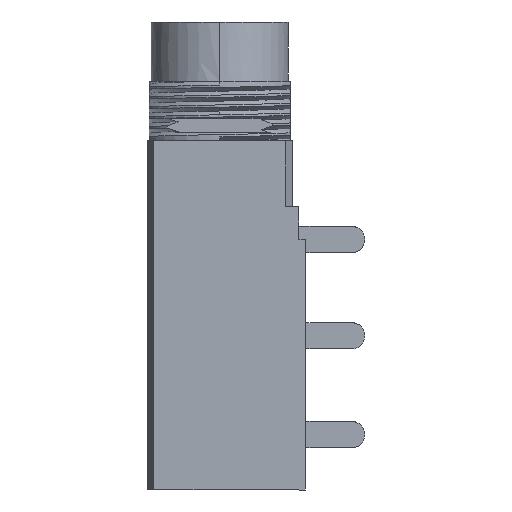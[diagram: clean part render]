
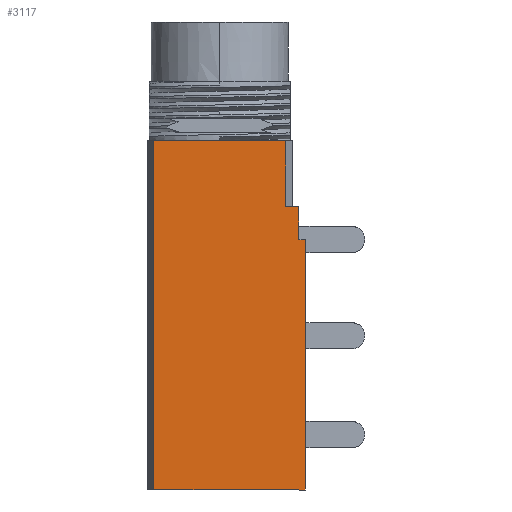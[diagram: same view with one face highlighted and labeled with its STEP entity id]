
A CAD part, left-side view. The second image highlights one B-rep face of the part: STEP entity #3117.
In plain terms, the highlighted planar face has unit normal (-1, 0, 0).
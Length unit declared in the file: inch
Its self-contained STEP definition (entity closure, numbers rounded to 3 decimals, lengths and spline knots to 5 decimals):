
#130 = EDGE_CURVE ( 'NONE', #5084, #1462, #2212, .T. ) ;
#456 = CARTESIAN_POINT ( 'NONE',  ( -0.35433, 0.43298, -0.59768 ) ) ;
#769 = VERTEX_POINT ( 'NONE', #6267 ) ;
#802 = CARTESIAN_POINT ( 'NONE',  ( -0.35433, -0.00009, 0.24878 ) ) ;
#804 = VECTOR ( 'NONE', #5315, 39.37008 ) ;
#808 = VERTEX_POINT ( 'NONE', #2021 ) ;
#873 = CARTESIAN_POINT ( 'NONE',  ( -0.35433, 0.2066, -0.59768 ) ) ;
#1151 = ORIENTED_EDGE ( 'NONE', *, *, #130, .F. ) ;
#1227 = DIRECTION ( 'NONE',  ( 0., 0., -1. ) ) ;
#1310 = LINE ( 'NONE', #3414, #3816 ) ;
#1435 = EDGE_CURVE ( 'NONE', #1462, #8225, #8400, .T. ) ;
#1462 = VERTEX_POINT ( 'NONE', #7640 ) ;
#2021 = CARTESIAN_POINT ( 'NONE',  ( -0.35433, 0.03928, 0.24878 ) ) ;
#2212 = LINE ( 'NONE', #3671, #7334 ) ;
#2264 = VECTOR ( 'NONE', #1227, 39.37008 ) ;
#2287 = CARTESIAN_POINT ( 'NONE',  ( -0.35433, 0.43298, -0.07603 ) ) ;
#2306 = ORIENTED_EDGE ( 'NONE', *, *, #2678, .F. ) ;
#2500 = DIRECTION ( 'NONE',  ( 0., 1., 0. ) ) ;
#2546 = ORIENTED_EDGE ( 'NONE', *, *, #6110, .F. ) ;
#2604 = VECTOR ( 'NONE', #8550, 39.37008 ) ;
#2678 = EDGE_CURVE ( 'NONE', #808, #8182, #3410, .T. ) ;
#2704 = DIRECTION ( 'NONE',  ( 0., 0., -1. ) ) ;
#3117 = ADVANCED_FACE ( 'NONE', ( #4351 ), #3509, .F. ) ;
#3200 = LINE ( 'NONE', #8087, #7974 ) ;
#3410 = LINE ( 'NONE', #4478, #9167 ) ;
#3414 = CARTESIAN_POINT ( 'NONE',  ( -0.35433, 0.03928, -0.07603 ) ) ;
#3509 = PLANE ( 'NONE',  #7660 ) ;
#3643 = LINE ( 'NONE', #2287, #4375 ) ;
#3671 = CARTESIAN_POINT ( 'NONE',  ( -0.35433, 0.2066, 0.15035 ) ) ;
#3777 = LINE ( 'NONE', #873, #804 ) ;
#3816 = VECTOR ( 'NONE', #2704, 39.37008 ) ;
#4094 = VERTEX_POINT ( 'NONE', #7895 ) ;
#4248 = CARTESIAN_POINT ( 'NONE',  ( -0.35433, -0.01978, -0.07603 ) ) ;
#4280 = EDGE_CURVE ( 'NONE', #769, #4094, #3200, .T. ) ;
#4351 = FACE_OUTER_BOUND ( 'NONE', #6871, .T. ) ;
#4375 = VECTOR ( 'NONE', #7953, 39.37008 ) ;
#4478 = CARTESIAN_POINT ( 'NONE',  ( -0.35433, 0.2066, 0.24878 ) ) ;
#4739 = ORIENTED_EDGE ( 'NONE', *, *, #8082, .F. ) ;
#4907 = LINE ( 'NONE', #5571, #2604 ) ;
#4998 = CARTESIAN_POINT ( 'NONE',  ( -0.35433, 0.44203, 0.46649 ) ) ;
#5064 = CARTESIAN_POINT ( 'NONE',  ( -0.35433, -0.00009, 0.15035 ) ) ;
#5084 = VERTEX_POINT ( 'NONE', #5064 ) ;
#5315 = DIRECTION ( 'NONE',  ( 0., 1., 0. ) ) ;
#5571 = CARTESIAN_POINT ( 'NONE',  ( -0.35433, -0.00009, -0.07603 ) ) ;
#5813 = DIRECTION ( 'NONE',  ( 0., -1., 0. ) ) ;
#6110 = EDGE_CURVE ( 'NONE', #8225, #8796, #3777, .T. ) ;
#6267 = CARTESIAN_POINT ( 'NONE',  ( -0.35433, 0.03928, 0.44563 ) ) ;
#6410 = EDGE_CURVE ( 'NONE', #8796, #4094, #3643, .T. ) ;
#6428 = ORIENTED_EDGE ( 'NONE', *, *, #1435, .F. ) ;
#6441 = DIRECTION ( 'NONE',  ( 0., -1., 0. ) ) ;
#6871 = EDGE_LOOP ( 'NONE', ( #2306, #7529, #9247, #8046, #2546, #6428, #1151, #4739 ) ) ;
#7334 = VECTOR ( 'NONE', #5813, 39.37008 ) ;
#7529 = ORIENTED_EDGE ( 'NONE', *, *, #8506, .F. ) ;
#7640 = CARTESIAN_POINT ( 'NONE',  ( -0.35433, -0.01978, 0.15035 ) ) ;
#7660 = AXIS2_PLACEMENT_3D ( 'NONE', #4998, #8503, #8645 ) ;
#7895 = CARTESIAN_POINT ( 'NONE',  ( -0.35433, 0.43298, 0.44563 ) ) ;
#7953 = DIRECTION ( 'NONE',  ( 0., 0., 1. ) ) ;
#7974 = VECTOR ( 'NONE', #2500, 39.37008 ) ;
#8022 = CARTESIAN_POINT ( 'NONE',  ( -0.35433, -0.01978, -0.59768 ) ) ;
#8046 = ORIENTED_EDGE ( 'NONE', *, *, #6410, .F. ) ;
#8082 = EDGE_CURVE ( 'NONE', #8182, #5084, #4907, .T. ) ;
#8087 = CARTESIAN_POINT ( 'NONE',  ( -0.35433, 0.23613, 0.44563 ) ) ;
#8182 = VERTEX_POINT ( 'NONE', #802 ) ;
#8225 = VERTEX_POINT ( 'NONE', #8022 ) ;
#8400 = LINE ( 'NONE', #4248, #2264 ) ;
#8503 = DIRECTION ( 'NONE',  ( 1., 0., 0. ) ) ;
#8506 = EDGE_CURVE ( 'NONE', #769, #808, #1310, .T. ) ;
#8550 = DIRECTION ( 'NONE',  ( 0., 0., -1. ) ) ;
#8645 = DIRECTION ( 'NONE',  ( 0., -1., 0. ) ) ;
#8796 = VERTEX_POINT ( 'NONE', #456 ) ;
#9167 = VECTOR ( 'NONE', #6441, 39.37008 ) ;
#9247 = ORIENTED_EDGE ( 'NONE', *, *, #4280, .T. ) ;
